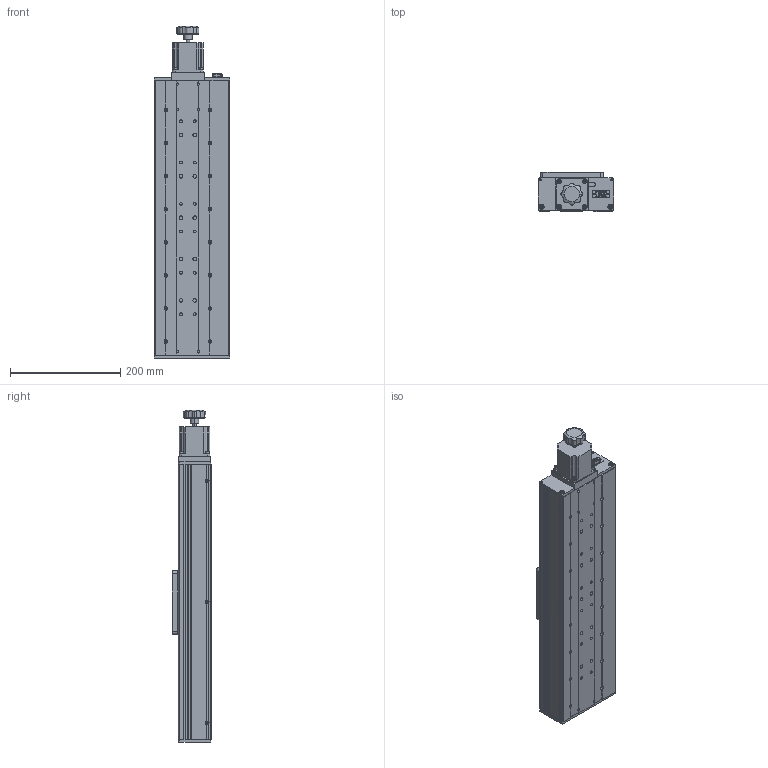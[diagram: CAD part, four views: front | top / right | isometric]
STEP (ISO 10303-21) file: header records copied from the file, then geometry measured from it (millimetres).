
FILE_DESCRIPTION (( 'STEP AP203' ), '1' );
FILE_NAME ('08HMT-300M.STEP', '2016-05-24T03:07:43', ( '' ), ( '' ), 'SwSTEP 2.0', 'SolidWorks 2016', '' );
FILE_SCHEMA (( 'CONFIG_CONTROL_DESIGN' ));
Length unit declared in the file: millimetre
Products named in the file (1): 08HMT-300M
Bounding box: 137 x 71 x 602.3 mm (x, y, z)
Volume: 2306027.9 mm3; surface area: 746465.7 mm2
Topology: 56 solids, 56 shells, 2265 faces, 5766 edges, 3714 vertices
Faces by surface type: plane 989, cylinder 884, cone 186, bspline 119, torus 75, sphere 12
Entity records: 78829 total; most frequent: CARTESIAN_POINT 23115, DIRECTION 11638, ORIENTED_EDGE 11412, EDGE_CURVE 5706, AXIS2_PLACEMENT_3D 4221, VERTEX_POINT 3706, LINE 3196, VECTOR 3196
